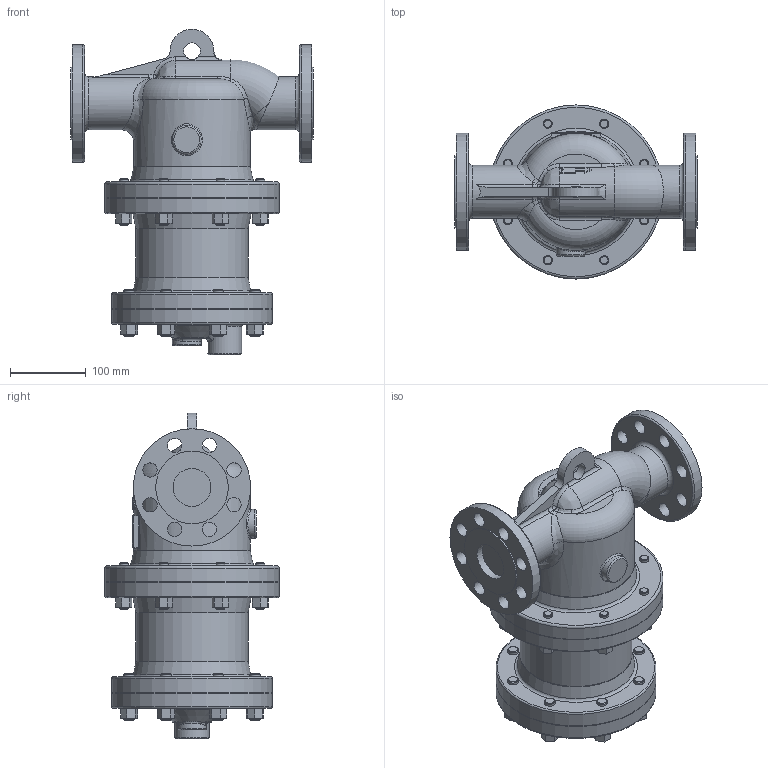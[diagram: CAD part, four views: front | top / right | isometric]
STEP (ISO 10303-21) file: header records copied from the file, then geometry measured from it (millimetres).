
FILE_DESCRIPTION((''),'2;1');
FILE_NAME('dc3sl-050-jis20-00.stp','2014-02-14T13:11:28',('akifuji'),(''),'Autodesk Inventor 2012','Autodesk Inventor 2012','');
FILE_SCHEMA(('AUTOMOTIVE_DESIGN { 1 0 10303 214 1 1 1 1 }'));
Length unit declared in the file: millimetre
Products named in the file (1): dc3sl-050-jis20-00
Bounding box: 320 x 230 x 429.93 mm (x, y, z)
Volume: 9001993.1 mm3; surface area: 549669.5 mm2
Topology: 1 solids, 1 shells, 436 faces, 1035 edges, 662 vertices
Faces by surface type: plane 202, cylinder 117, bspline 45, cone 39, torus 31, sphere 2
Full cylindrical faces by diameter (mm): 12 x24, 14 x24, 19 x16, 22 x1, 28.575 x1, 38 x2, 45 x1, 50 x2, 70 x2, 92.1 x1, 96 x2, 112.2 x1, 148 x1, 154 x1, 155 x2, 212 x2, 230 x2
Entity records: 13721 total; most frequent: CARTESIAN_POINT 4398, DIRECTION 1858, ORIENTED_EDGE 1702, EDGE_CURVE 851, AXIS2_PLACEMENT_3D 741, EDGE_LOOP 706, VERTEX_POINT 621, FACE_OUTER_BOUND 436
